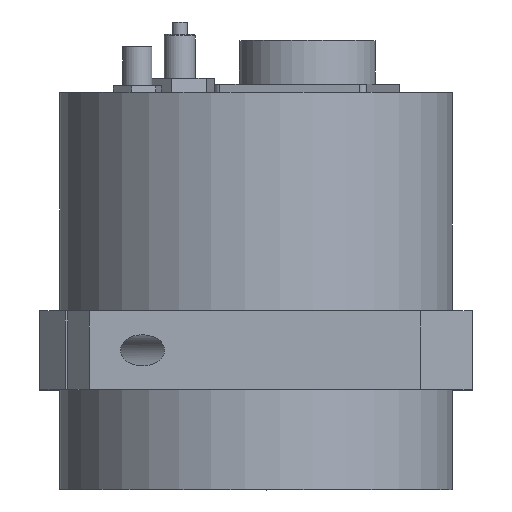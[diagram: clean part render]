
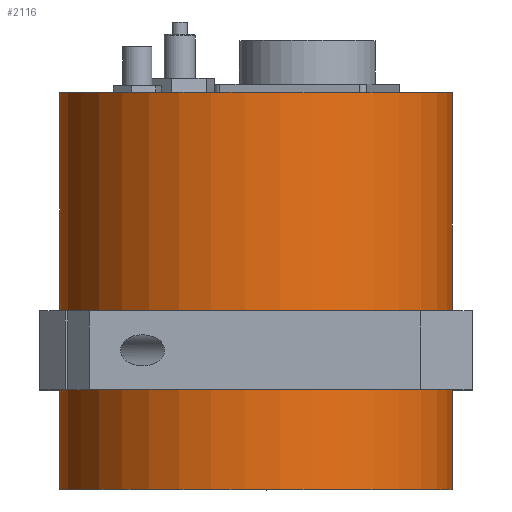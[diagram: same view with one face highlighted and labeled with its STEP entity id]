
A CAD part, top view. The second image highlights one B-rep face of the part: STEP entity #2116.
In plain terms, the highlighted cylindrical face has radius 50 mm (diameter 100 mm), a full revolution.
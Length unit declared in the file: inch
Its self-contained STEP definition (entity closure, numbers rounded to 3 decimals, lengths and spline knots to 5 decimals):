
#194=LINE('',#3511,#368);
#368=VECTOR('',#2947,1.9685);
#411=CYLINDRICAL_SURFACE('',#2349,1.9685);
#574=FACE_OUTER_BOUND('',#735,.T.);
#735=EDGE_LOOP('',(#1758,#1759,#1760,#1761));
#827=CIRCLE('',#2350,1.9685);
#828=CIRCLE('',#2351,1.9685);
#1001=VERTEX_POINT('',#3508);
#1002=VERTEX_POINT('',#3510);
#1263=EDGE_CURVE('',#1001,#1001,#827,.T.);
#1264=EDGE_CURVE('',#1001,#1002,#194,.T.);
#1265=EDGE_CURVE('',#1002,#1002,#828,.T.);
#1758=ORIENTED_EDGE('',*,*,#1263,.T.);
#1759=ORIENTED_EDGE('',*,*,#1264,.T.);
#1760=ORIENTED_EDGE('',*,*,#1265,.F.);
#1761=ORIENTED_EDGE('',*,*,#1264,.F.);
#2116=ADVANCED_FACE('',(#574),#411,.T.);
#2349=AXIS2_PLACEMENT_3D('',#3507,#2943,#2944);
#2350=AXIS2_PLACEMENT_3D('',#3509,#2945,#2946);
#2351=AXIS2_PLACEMENT_3D('',#3512,#2948,#2949);
#2943=DIRECTION('center_axis',(0.,1.,0.));
#2944=DIRECTION('ref_axis',(-0.227,0.,0.974));
#2945=DIRECTION('center_axis',(0.,-1.,0.));
#2946=DIRECTION('ref_axis',(-0.227,0.,0.974));
#2947=DIRECTION('',(0.,-1.,0.));
#2948=DIRECTION('center_axis',(0.,-1.,0.));
#2949=DIRECTION('ref_axis',(-0.227,0.,0.974));
#3507=CARTESIAN_POINT('Origin',(-0.3705,-1.65249,-0.50713));
#3508=CARTESIAN_POINT('',(0.07548,2.32387,-2.42444));
#3509=CARTESIAN_POINT('Origin',(-0.3705,2.32387,-0.50713));
#3510=CARTESIAN_POINT('',(0.07548,-1.65249,-2.42444));
#3511=CARTESIAN_POINT('',(0.07548,-1.65249,-2.42444));
#3512=CARTESIAN_POINT('Origin',(-0.3705,-1.65249,-0.50713));
